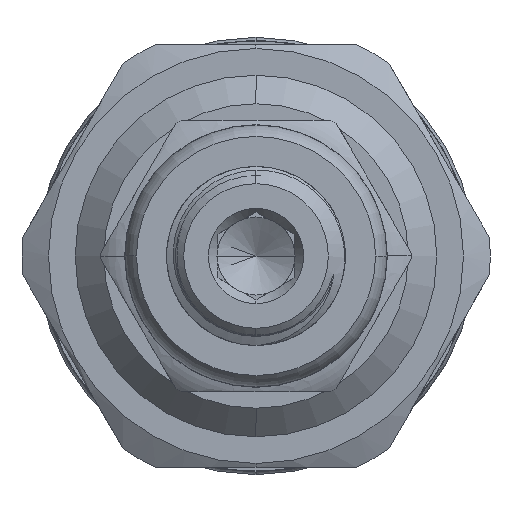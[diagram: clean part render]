
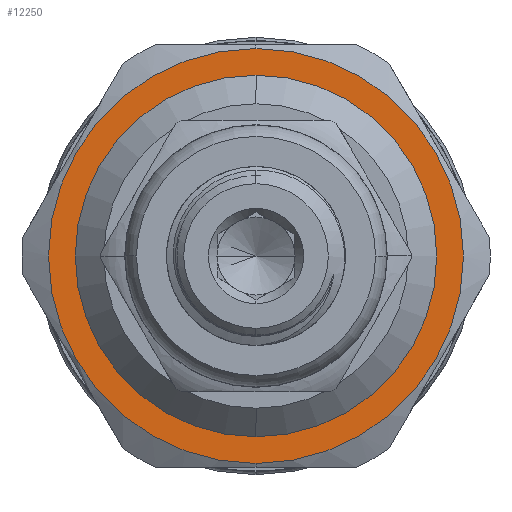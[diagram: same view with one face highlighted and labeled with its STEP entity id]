
A CAD part, left-side view. The second image highlights one B-rep face of the part: STEP entity #12250.
In plain terms, the highlighted planar face has unit normal (-1, 0, 0).
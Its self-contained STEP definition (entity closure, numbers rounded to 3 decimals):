
#66 = EDGE_CURVE ( 'NONE', #1328, #13493, #13504, .T. ) ;
#1237 = PLANE ( 'NONE',  #5645 ) ;
#1328 = VERTEX_POINT ( 'NONE', #12526 ) ;
#2381 = ORIENTED_EDGE ( 'NONE', *, *, #14499, .T. ) ;
#2918 = DIRECTION ( 'NONE',  ( -1., 0., 0. ) ) ;
#3713 = VERTEX_POINT ( 'NONE', #6299 ) ;
#3918 = DIRECTION ( 'NONE',  ( 0., 0., 1. ) ) ;
#3997 = FACE_OUTER_BOUND ( 'NONE', #15987, .T. ) ;
#4027 = DIRECTION ( 'NONE',  ( 0., 0., -1. ) ) ;
#4117 = AXIS2_PLACEMENT_3D ( 'NONE', #4653, #17442, #14516 ) ;
#4653 = CARTESIAN_POINT ( 'NONE',  ( 12., 0., 0. ) ) ;
#5112 = DIRECTION ( 'NONE',  ( -1., 0., 0. ) ) ;
#5215 = AXIS2_PLACEMENT_3D ( 'NONE', #6406, #5112, #7965 ) ;
#5289 = CARTESIAN_POINT ( 'NONE',  ( 12., 0., 0. ) ) ;
#5483 = DIRECTION ( 'NONE',  ( -1., 0., 0. ) ) ;
#5526 = CARTESIAN_POINT ( 'NONE',  ( 12., 9.5, 0. ) ) ;
#5645 = AXIS2_PLACEMENT_3D ( 'NONE', #5526, #8438, #4027 ) ;
#6299 = CARTESIAN_POINT ( 'NONE',  ( 12., 0., -10.9 ) ) ;
#6406 = CARTESIAN_POINT ( 'NONE',  ( 12., 0., 0. ) ) ;
#6689 = EDGE_CURVE ( 'NONE', #13493, #1328, #16303, .T. ) ;
#7321 = CIRCLE ( 'NONE', #4117, 10.9 ) ;
#7536 = EDGE_LOOP ( 'NONE', ( #13967, #7588 ) ) ;
#7588 = ORIENTED_EDGE ( 'NONE', *, *, #66, .F. ) ;
#7757 = CARTESIAN_POINT ( 'NONE',  ( 12., 0., 10.9 ) ) ;
#7965 = DIRECTION ( 'NONE',  ( 0., 0., 1. ) ) ;
#8172 = CARTESIAN_POINT ( 'NONE',  ( 12., 0., 9.5 ) ) ;
#8438 = DIRECTION ( 'NONE',  ( 1., 0., 0. ) ) ;
#8900 = FACE_BOUND ( 'NONE', #7536, .T. ) ;
#9982 = AXIS2_PLACEMENT_3D ( 'NONE', #16998, #2918, #14083 ) ;
#11283 = VERTEX_POINT ( 'NONE', #7757 ) ;
#12250 = ADVANCED_FACE ( 'NONE', ( #8900, #3997 ), #1237, .F. ) ;
#12526 = CARTESIAN_POINT ( 'NONE',  ( 12., 0., -9.5 ) ) ;
#13493 = VERTEX_POINT ( 'NONE', #8172 ) ;
#13504 = CIRCLE ( 'NONE', #5215, 9.5 ) ;
#13560 = ORIENTED_EDGE ( 'NONE', *, *, #18337, .T. ) ;
#13967 = ORIENTED_EDGE ( 'NONE', *, *, #6689, .F. ) ;
#14083 = DIRECTION ( 'NONE',  ( 0., 0., 1. ) ) ;
#14499 = EDGE_CURVE ( 'NONE', #3713, #11283, #7321, .T. ) ;
#14516 = DIRECTION ( 'NONE',  ( 0., 0., 1. ) ) ;
#15987 = EDGE_LOOP ( 'NONE', ( #2381, #13560 ) ) ;
#16303 = CIRCLE ( 'NONE', #9982, 9.5 ) ;
#16748 = AXIS2_PLACEMENT_3D ( 'NONE', #5289, #5483, #3918 ) ;
#16998 = CARTESIAN_POINT ( 'NONE',  ( 12., 0., 0. ) ) ;
#17442 = DIRECTION ( 'NONE',  ( -1., 0., 0. ) ) ;
#17471 = CIRCLE ( 'NONE', #16748, 10.9 ) ;
#18337 = EDGE_CURVE ( 'NONE', #11283, #3713, #17471, .T. ) ;
